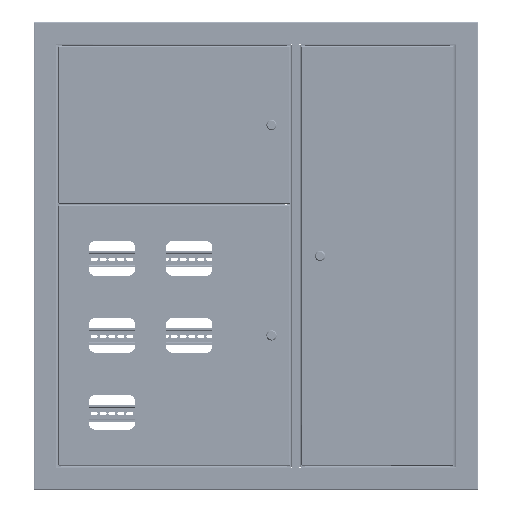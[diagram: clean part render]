
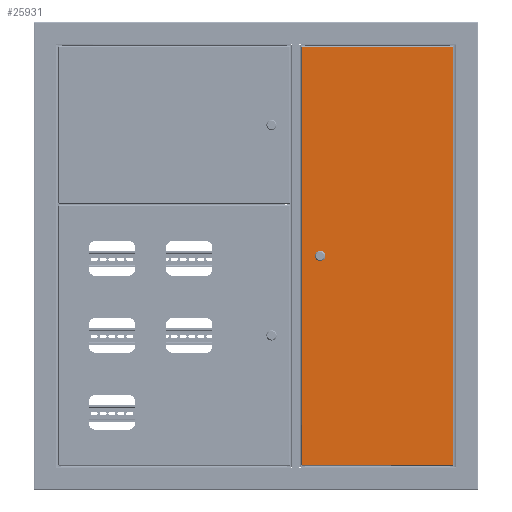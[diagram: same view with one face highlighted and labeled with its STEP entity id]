
A CAD part, top view. The second image highlights one B-rep face of the part: STEP entity #25931.
In plain terms, the highlighted planar face has unit normal (0, 0, 1).
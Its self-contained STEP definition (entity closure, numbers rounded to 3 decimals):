
#991 = CARTESIAN_POINT ( 'NONE',  ( 451.849, 48.5, 0. ) ) ;
#1454 = ORIENTED_EDGE ( 'NONE', *, *, #46831, .T. ) ;
#4092 = CARTESIAN_POINT ( 'NONE',  ( 894.993, 324., 0. ) ) ;
#5624 = VECTOR ( 'NONE', #86844, 1000. ) ;
#6593 = CARTESIAN_POINT ( 'NONE',  ( 894.7, 1.7, 0. ) ) ;
#6980 = VECTOR ( 'NONE', #17382, 1000. ) ;
#7688 = ORIENTED_EDGE ( 'NONE', *, *, #28235, .T. ) ;
#7821 = EDGE_CURVE ( 'NONE', #47905, #55883, #14700, .T. ) ;
#8157 = VECTOR ( 'NONE', #39697, 1000. ) ;
#8244 = LINE ( 'NONE', #88001, #51318 ) ;
#10956 = CARTESIAN_POINT ( 'NONE',  ( 894.7, 324., 0. ) ) ;
#13027 = CARTESIAN_POINT ( 'NONE',  ( 451.849, 31.5, 0. ) ) ;
#14700 = CIRCLE ( 'NONE', #57167, 9.25 ) ;
#15203 = ORIENTED_EDGE ( 'NONE', *, *, #51335, .T. ) ;
#16400 = CIRCLE ( 'NONE', #28461, 9.25 ) ;
#16759 = DIRECTION ( 'NONE',  ( 1., 0., 0. ) ) ;
#17382 = DIRECTION ( 'NONE',  ( -1., 0., 0. ) ) ;
#20389 = LINE ( 'NONE', #36048, #5624 ) ;
#20479 = DIRECTION ( 'NONE',  ( 1., 0., 0. ) ) ;
#21125 = DIRECTION ( 'NONE',  ( 0., -1., 0. ) ) ;
#21401 = CARTESIAN_POINT ( 'NONE',  ( 448.2, 40., 0. ) ) ;
#21545 = CARTESIAN_POINT ( 'NONE',  ( 444.551, 48.5, 0. ) ) ;
#21921 = CARTESIAN_POINT ( 'NONE',  ( 444.551, 31.5, 0. ) ) ;
#22993 = AXIS2_PLACEMENT_3D ( 'NONE', #34207, #63193, #36422 ) ;
#25931 = ADVANCED_FACE ( 'NONE', ( #36893, #72540 ), #58750, .F. ) ;
#27134 = VERTEX_POINT ( 'NONE', #34047 ) ;
#28235 = EDGE_CURVE ( 'NONE', #27134, #31763, #36312, .T. ) ;
#28461 = AXIS2_PLACEMENT_3D ( 'NONE', #77168, #42929, #35806 ) ;
#29649 = CARTESIAN_POINT ( 'NONE',  ( 1.7, 324.293, 0. ) ) ;
#29880 = EDGE_LOOP ( 'NONE', ( #1454, #45589, #15203, #7688 ) ) ;
#31109 = VERTEX_POINT ( 'NONE', #10956 ) ;
#31763 = VERTEX_POINT ( 'NONE', #34102 ) ;
#34047 = CARTESIAN_POINT ( 'NONE',  ( 1.7, 324., 0. ) ) ;
#34102 = CARTESIAN_POINT ( 'NONE',  ( 1.7, 1.7, 0. ) ) ;
#34207 = CARTESIAN_POINT ( 'NONE',  ( 0., 325.7, 0. ) ) ;
#35305 = LINE ( 'NONE', #60890, #72617 ) ;
#35758 = ORIENTED_EDGE ( 'NONE', *, *, #42827, .F. ) ;
#35806 = DIRECTION ( 'NONE',  ( 1., 0., 0. ) ) ;
#36048 = CARTESIAN_POINT ( 'NONE',  ( 451.849, 48.5, 0. ) ) ;
#36275 = ORIENTED_EDGE ( 'NONE', *, *, #7821, .F. ) ;
#36312 = LINE ( 'NONE', #29649, #93067 ) ;
#36422 = DIRECTION ( 'NONE',  ( -1., 0., 0. ) ) ;
#36893 = FACE_BOUND ( 'NONE', #73857, .T. ) ;
#37686 = DIRECTION ( 'NONE',  ( 0., 1., 0. ) ) ;
#39697 = DIRECTION ( 'NONE',  ( 1., 0., 0. ) ) ;
#42827 = EDGE_CURVE ( 'NONE', #72914, #54023, #20389, .T. ) ;
#42929 = DIRECTION ( 'NONE',  ( 0., 0., 1. ) ) ;
#44920 = VERTEX_POINT ( 'NONE', #21921 ) ;
#45443 = LINE ( 'NONE', #81044, #8157 ) ;
#45589 = ORIENTED_EDGE ( 'NONE', *, *, #86551, .T. ) ;
#46831 = EDGE_CURVE ( 'NONE', #31763, #91494, #45443, .T. ) ;
#47905 = VERTEX_POINT ( 'NONE', #13027 ) ;
#48438 = ORIENTED_EDGE ( 'NONE', *, *, #72707, .F. ) ;
#48781 = CARTESIAN_POINT ( 'NONE',  ( 457.45, 40., 0. ) ) ;
#51318 = VECTOR ( 'NONE', #37686, 1000. ) ;
#51335 = EDGE_CURVE ( 'NONE', #31109, #27134, #82913, .T. ) ;
#53904 = EDGE_CURVE ( 'NONE', #54023, #44920, #16400, .T. ) ;
#54023 = VERTEX_POINT ( 'NONE', #21545 ) ;
#54638 = EDGE_CURVE ( 'NONE', #44920, #47905, #35305, .T. ) ;
#55644 = DIRECTION ( 'NONE',  ( 0., 0., 1. ) ) ;
#55883 = VERTEX_POINT ( 'NONE', #48781 ) ;
#57167 = AXIS2_PLACEMENT_3D ( 'NONE', #64372, #71037, #93329 ) ;
#58750 = PLANE ( 'NONE',  #22993 ) ;
#60890 = CARTESIAN_POINT ( 'NONE',  ( 451.849, 31.5, 0. ) ) ;
#63193 = DIRECTION ( 'NONE',  ( 0., 0., -1. ) ) ;
#64372 = CARTESIAN_POINT ( 'NONE',  ( 448.2, 40., 0. ) ) ;
#69815 = ORIENTED_EDGE ( 'NONE', *, *, #53904, .F. ) ;
#71037 = DIRECTION ( 'NONE',  ( 0., 0., 1. ) ) ;
#72540 = FACE_OUTER_BOUND ( 'NONE', #29880, .T. ) ;
#72617 = VECTOR ( 'NONE', #16759, 1000. ) ;
#72707 = EDGE_CURVE ( 'NONE', #55883, #72914, #78774, .T. ) ;
#72914 = VERTEX_POINT ( 'NONE', #991 ) ;
#73857 = EDGE_LOOP ( 'NONE', ( #35758, #48438, #36275, #74379, #69815 ) ) ;
#74379 = ORIENTED_EDGE ( 'NONE', *, *, #54638, .F. ) ;
#77168 = CARTESIAN_POINT ( 'NONE',  ( 448.2, 40., 0. ) ) ;
#77298 = AXIS2_PLACEMENT_3D ( 'NONE', #21401, #55644, #20479 ) ;
#78774 = CIRCLE ( 'NONE', #77298, 9.25 ) ;
#81044 = CARTESIAN_POINT ( 'NONE',  ( 1.7, 1.7, 0. ) ) ;
#82913 = LINE ( 'NONE', #4092, #6980 ) ;
#86551 = EDGE_CURVE ( 'NONE', #91494, #31109, #8244, .T. ) ;
#86844 = DIRECTION ( 'NONE',  ( -1., 0., 0. ) ) ;
#88001 = CARTESIAN_POINT ( 'NONE',  ( 894.7, 0., 0. ) ) ;
#91494 = VERTEX_POINT ( 'NONE', #6593 ) ;
#93067 = VECTOR ( 'NONE', #21125, 1000. ) ;
#93329 = DIRECTION ( 'NONE',  ( 1., 0., 0. ) ) ;
